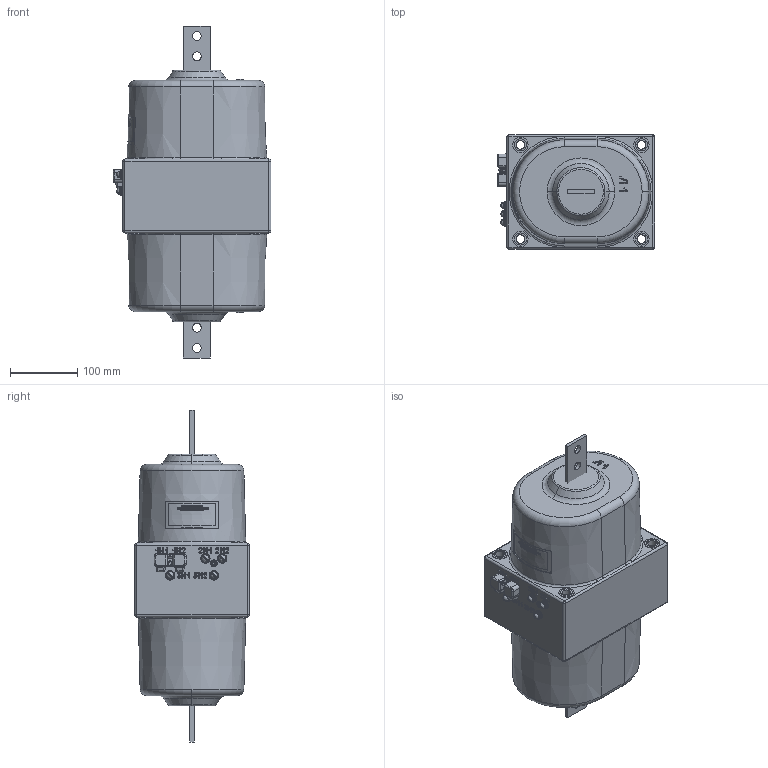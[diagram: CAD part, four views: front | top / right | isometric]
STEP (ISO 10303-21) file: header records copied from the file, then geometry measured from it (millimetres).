
FILE_DESCRIPTION (( 'STEP AP203' ), '1' );
FILE_NAME ('ﾒﾏﾎﾋ-10ﾌ-3ﾂ (10-200)ﾀ.STEP', '2018-03-29T11:45:39', ( '' ), ( '' ), 'SwSTEP 2.0', 'SolidWorks 2010', '' );
FILE_SCHEMA (( 'CONFIG_CONTROL_DESIGN' ));
Length unit declared in the file: millimetre
Products named in the file (1): ﾒﾏﾎﾋ-10ﾌ-3ﾂ (10-200)ﾀ
Bounding box: 234.5 x 170 x 494 mm (x, y, z)
Surface area: 349048.4 mm2 (no closed solid volume)
Topology: 0 solids, 56 shells, 680 faces, 4207 edges, 3553 vertices
Faces by surface type: plane 246, bspline 165, cylinder 120, cone 105, sphere 24, torus 20
Entity records: 55091 total; most frequent: CARTESIAN_POINT 28283, ORIENTED_EDGE 5515, EDGE_CURVE 4197, DIRECTION 3724, VERTEX_POINT 3553, B_SPLINE_CURVE_WITH_KNOTS 2082, VECTOR 1406, LINE 1406
